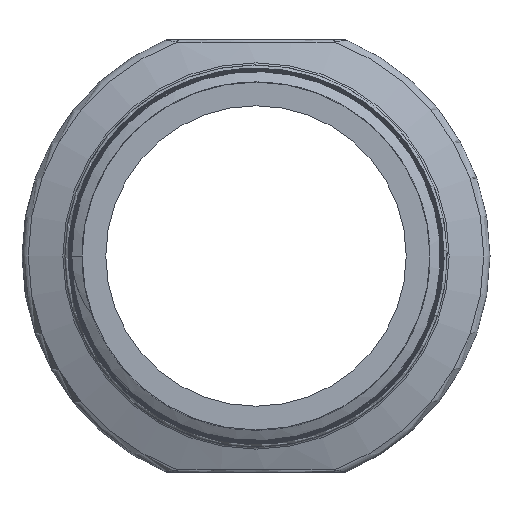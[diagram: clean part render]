
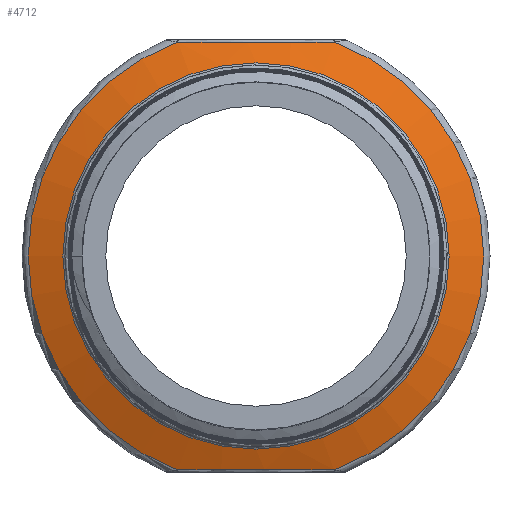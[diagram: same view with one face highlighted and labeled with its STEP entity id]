
A CAD part, left-side view. The second image highlights one B-rep face of the part: STEP entity #4712.
In plain terms, the highlighted conical face has half-angle 70 degrees and reference radius 51.213 mm.
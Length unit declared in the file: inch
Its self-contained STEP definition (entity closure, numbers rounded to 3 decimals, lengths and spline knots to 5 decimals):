
#167=FACE_BOUND('',#646,.T.);
#351=FACE_OUTER_BOUND('',#645,.T.);
#645=EDGE_LOOP('',(#3526,#3527,#3528,#3529));
#646=EDGE_LOOP('',(#3530));
#919=CIRCLE('',#4983,2.16078);
#934=CIRCLE('',#5008,2.16078);
#938=CIRCLE('',#5016,1.83224);
#1792=B_SPLINE_CURVE_WITH_KNOTS('',3,(#7151,#7152,#7153,#7154,#7155),
 .UNSPECIFIED.,.F.,.F.,(4,1,4),(-3.75568,-2.1461,0.),
 .UNSPECIFIED.);
#1818=B_SPLINE_CURVE_WITH_KNOTS('',3,(#7495,#7496,#7497,#7498,#7499),
 .UNSPECIFIED.,.F.,.F.,(4,1,4),(-3.75568,-1.60958,0.),
 .UNSPECIFIED.);
#2059=VERTEX_POINT('',#7148);
#2060=VERTEX_POINT('',#7150);
#2069=VERTEX_POINT('',#7284);
#2125=VERTEX_POINT('',#7493);
#2250=VERTEX_POINT('',#8049);
#2538=EDGE_CURVE('',#2059,#2060,#1792,.T.);
#2557=EDGE_CURVE('',#2069,#2059,#919,.T.);
#2617=EDGE_CURVE('',#2125,#2069,#1818,.T.);
#2631=EDGE_CURVE('',#2060,#2125,#934,.T.);
#2753=EDGE_CURVE('',#2250,#2250,#938,.T.);
#3526=ORIENTED_EDGE('',*,*,#2538,.F.);
#3527=ORIENTED_EDGE('',*,*,#2557,.F.);
#3528=ORIENTED_EDGE('',*,*,#2617,.F.);
#3529=ORIENTED_EDGE('',*,*,#2631,.F.);
#3530=ORIENTED_EDGE('',*,*,#2753,.F.);
#4677=CONICAL_SURFACE('',#5019,2.01625,70.);
#4712=ADVANCED_FACE('',(#351,#167),#4677,.T.);
#4983=AXIS2_PLACEMENT_3D('',#7292,#5212,#5213);
#5008=AXIS2_PLACEMENT_3D('',#7615,#5297,#5298);
#5016=AXIS2_PLACEMENT_3D('',#8050,#5368,#5369);
#5019=AXIS2_PLACEMENT_3D('',#8054,#5374,#5375);
#5212=DIRECTION('center_axis',(1.,0.,0.));
#5213=DIRECTION('ref_axis',(0.,-1.,0.));
#5297=DIRECTION('center_axis',(1.,0.,0.));
#5298=DIRECTION('ref_axis',(0.,1.,0.));
#5368=DIRECTION('center_axis',(-1.,0.,0.));
#5369=DIRECTION('ref_axis',(0.,-1.,0.));
#5374=DIRECTION('center_axis',(1.,0.,0.));
#5375=DIRECTION('ref_axis',(0.,1.,0.));
#7148=CARTESIAN_POINT('',(-0.24355,-0.74132,-2.02964));
#7150=CARTESIAN_POINT('',(-0.24355,0.74132,-2.02964));
#7151=CARTESIAN_POINT('Ctrl Pts',(-0.24355,-0.74132,
-2.02964));
#7152=CARTESIAN_POINT('Ctrl Pts',(-0.26973,-0.53083,
-2.02996));
#7153=CARTESIAN_POINT('Ctrl Pts',(-0.30806,-0.03596,
-2.03051));
#7154=CARTESIAN_POINT('Ctrl Pts',(-0.27845,0.46067,
-2.03007));
#7155=CARTESIAN_POINT('Ctrl Pts',(-0.24355,0.74132,
-2.02964));
#7284=CARTESIAN_POINT('',(-0.24355,-0.74132,2.02964));
#7292=CARTESIAN_POINT('Origin',(-0.24355,0.,0.));
#7493=CARTESIAN_POINT('',(-0.24355,0.74132,2.02964));
#7495=CARTESIAN_POINT('Ctrl Pts',(-0.24355,0.74132,
2.02964));
#7496=CARTESIAN_POINT('Ctrl Pts',(-0.27845,0.46067,
2.03007));
#7497=CARTESIAN_POINT('Ctrl Pts',(-0.30806,-0.03545,
2.03051));
#7498=CARTESIAN_POINT('Ctrl Pts',(-0.26973,-0.53083,
2.02996));
#7499=CARTESIAN_POINT('Ctrl Pts',(-0.24355,-0.74132,2.02964));
#7615=CARTESIAN_POINT('Origin',(-0.24355,0.,0.));
#8049=CARTESIAN_POINT('',(-0.36313,1.83224,0.));
#8050=CARTESIAN_POINT('Origin',(-0.36313,0.,0.));
#8054=CARTESIAN_POINT('Origin',(-0.29616,0.,0.));
